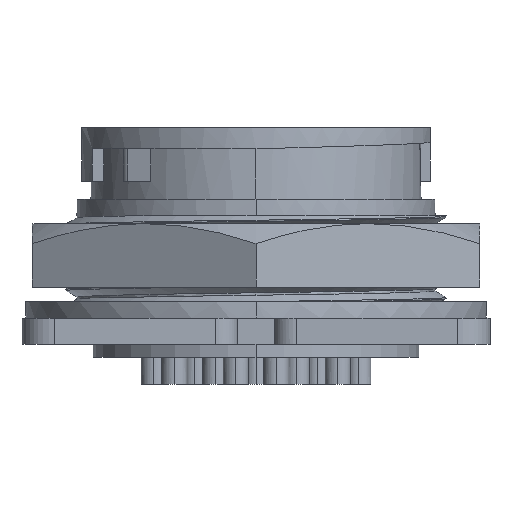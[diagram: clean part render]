
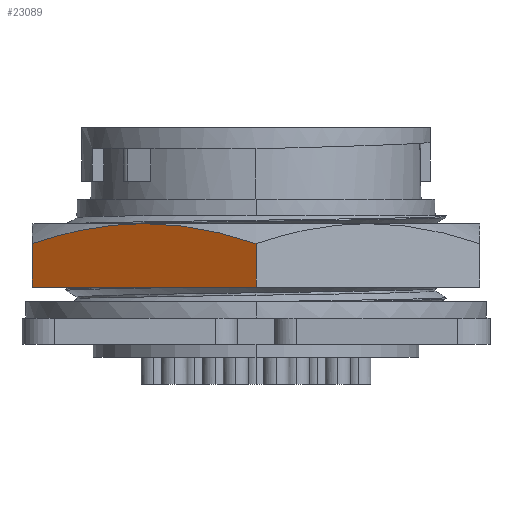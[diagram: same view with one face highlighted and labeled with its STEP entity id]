
A CAD part, left-side view. The second image highlights one B-rep face of the part: STEP entity #23089.
In plain terms, the highlighted planar face has unit normal (-0.866, 0.5, 0).
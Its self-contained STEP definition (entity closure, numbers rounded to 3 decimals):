
#236 = CARTESIAN_POINT ( 'NONE',  ( -10.082, 17.463, 4.445 ) ) ;
#251 = EDGE_CURVE ( 'NONE', #16877, #22142, #11991, .T. ) ;
#431 = LINE ( 'NONE', #10556, #22076 ) ;
#2238 = LINE ( 'NONE', #24456, #23792 ) ;
#2565 = AXIS2_PLACEMENT_3D ( 'NONE', #3727, #17617, #5747 ) ;
#3297 = LINE ( 'NONE', #8576, #20131 ) ;
#3316 = CARTESIAN_POINT ( 'NONE',  ( -20.164, 0., 4.445 ) ) ;
#3727 = CARTESIAN_POINT ( 'NONE',  ( -10.082, 17.463, 9.398 ) ) ;
#5747 = DIRECTION ( 'NONE',  ( 0.5, 0.866, 0. ) ) ;
#6008 = VERTEX_POINT ( 'NONE', #3316 ) ;
#6058 = ORIENTED_EDGE ( 'NONE', *, *, #22549, .F. ) ;
#6139 = VERTEX_POINT ( 'NONE', #236 ) ;
#6766 = ORIENTED_EDGE ( 'NONE', *, *, #251, .F. ) ;
#6847 = DIRECTION ( 'NONE',  ( 0., 0., -1. ) ) ;
#7292 = CARTESIAN_POINT ( 'NONE',  ( -20.164, 0., 7.838 ) ) ;
#7299 = CARTESIAN_POINT ( 'NONE',  ( -19.34, 1.426, 8.314 ) ) ;
#7356 = CARTESIAN_POINT ( 'NONE',  ( -18.511, 2.864, 8.706 ) ) ;
#7380 = CARTESIAN_POINT ( 'NONE',  ( -15.123, 8.731, 9.398 ) ) ;
#7407 = CARTESIAN_POINT ( 'NONE',  ( -15.983, 7.241, 9.398 ) ) ;
#7443 = CARTESIAN_POINT ( 'NONE',  ( -10.905, 16.036, 8.314 ) ) ;
#8129 = ORIENTED_EDGE ( 'NONE', *, *, #14362, .F. ) ;
#8576 = CARTESIAN_POINT ( 'NONE',  ( -20.164, 0., 4.445 ) ) ;
#9187 = ORIENTED_EDGE ( 'NONE', *, *, #17698, .F. ) ;
#9413 = CARTESIAN_POINT ( 'NONE',  ( -16.832, 5.771, 9.249 ) ) ;
#9737 = CARTESIAN_POINT ( 'NONE',  ( -13.414, 11.691, 9.249 ) ) ;
#9845 = ORIENTED_EDGE ( 'NONE', *, *, #9973, .T. ) ;
#9973 = EDGE_CURVE ( 'NONE', #18509, #6139, #431, .T. ) ;
#10299 = DIRECTION ( 'NONE',  ( 0., 0., -1. ) ) ;
#10556 = CARTESIAN_POINT ( 'NONE',  ( -10.082, 17.463, 9.398 ) ) ;
#11526 = CARTESIAN_POINT ( 'NONE',  ( -20.164, 0., 7.838 ) ) ;
#11770 = CARTESIAN_POINT ( 'NONE',  ( -15.123, 8.731, 9.398 ) ) ;
#11991 = B_SPLINE_CURVE_WITH_KNOTS ( 'NONE', 3,
 ( #7380, #7407, #9413, #7356, #7299, #7292 ),
 .UNSPECIFIED., .F., .F.,
 ( 4, 2, 4 ),
 ( 0., 0.005, 0.01 ),
 .UNSPECIFIED. ) ;
#12039 = CARTESIAN_POINT ( 'NONE',  ( -15.123, 8.731, 9.398 ) ) ;
#12043 = B_SPLINE_CURVE_WITH_KNOTS ( 'NONE', 3,
 ( #19521, #7443, #21441, #9737, #23371, #11770 ),
 .UNSPECIFIED., .F., .F.,
 ( 4, 2, 4 ),
 ( 0., 0.005, 0.01 ),
 .UNSPECIFIED. ) ;
#12979 = FACE_OUTER_BOUND ( 'NONE', #23528, .T. ) ;
#14362 = EDGE_CURVE ( 'NONE', #6008, #6139, #3297, .T. ) ;
#16877 = VERTEX_POINT ( 'NONE', #12039 ) ;
#17617 = DIRECTION ( 'NONE',  ( 0.866, -0.5, 0. ) ) ;
#17698 = EDGE_CURVE ( 'NONE', #22142, #6008, #2238, .T. ) ;
#18160 = DIRECTION ( 'NONE',  ( 0.5, 0.866, 0. ) ) ;
#18509 = VERTEX_POINT ( 'NONE', #21293 ) ;
#19049 = PLANE ( 'NONE',  #2565 ) ;
#19521 = CARTESIAN_POINT ( 'NONE',  ( -10.082, 17.463, 7.838 ) ) ;
#20131 = VECTOR ( 'NONE', #18160, 1000. ) ;
#21293 = CARTESIAN_POINT ( 'NONE',  ( -10.082, 17.463, 7.838 ) ) ;
#21441 = CARTESIAN_POINT ( 'NONE',  ( -11.735, 14.599, 8.706 ) ) ;
#22076 = VECTOR ( 'NONE', #10299, 1000. ) ;
#22142 = VERTEX_POINT ( 'NONE', #11526 ) ;
#22549 = EDGE_CURVE ( 'NONE', #18509, #16877, #12043, .T. ) ;
#23089 = ADVANCED_FACE ( 'NONE', ( #12979 ), #19049, .F. ) ;
#23371 = CARTESIAN_POINT ( 'NONE',  ( -14.263, 10.221, 9.398 ) ) ;
#23528 = EDGE_LOOP ( 'NONE', ( #9845, #8129, #9187, #6766, #6058 ) ) ;
#23792 = VECTOR ( 'NONE', #6847, 1000. ) ;
#24456 = CARTESIAN_POINT ( 'NONE',  ( -20.164, 0., 9.398 ) ) ;
